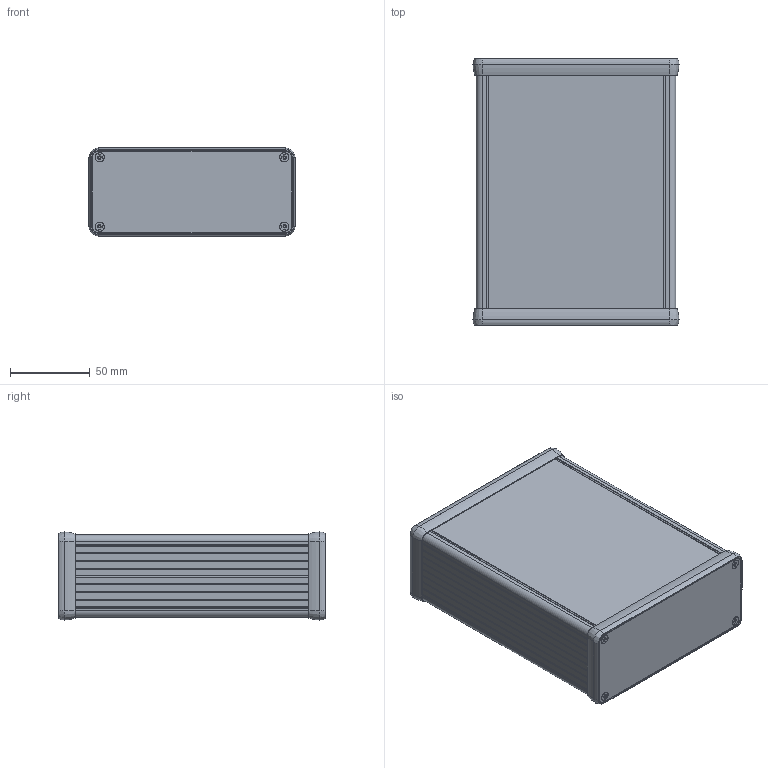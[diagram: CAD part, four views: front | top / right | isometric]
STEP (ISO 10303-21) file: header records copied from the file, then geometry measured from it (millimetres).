
FILE_DESCRIPTION(/* description */ (''),/* implementation_level */ '2;1');
FILE_NAME(/* name */ 'STEP''s\1455Q1601.stp',/* time_stamp */ '2014-04-30T08:58:44-04:00',/* author */ ('tfoster'),/* organization */ (''),/* preprocessor_version */ 'ST-DEVELOPER v15.2',/* originating_system */ 'Autodesk Inventor 2014',/* authorisation */ '');
FILE_SCHEMA (('AUTOMOTIVE_DESIGN { 1 0 10303 214 3 1 1 }'));
Length unit declared in the file: millimetre
Products named in the file (6): Q Extrusion 160mm; Q Extrusion Cap 160mm; Q Bezel Open; Q Front Panel; 1455 screw; 1455Q1601
Bounding box: 129 x 167 x 55.13 mm (x, y, z)
Volume: 167969 mm3; surface area: 183672.7 mm2
Topology: 14 solids, 14 shells, 696 faces, 1888 edges, 1232 vertices
Faces by surface type: plane 310, cylinder 282, cone 64, torus 24, bspline 16
Full cylindrical faces by diameter (mm): 3.5 x24
Entity records: 14744 total; most frequent: DIRECTION 2632, CARTESIAN_POINT 2616, ORIENTED_EDGE 2480, EDGE_CURVE 1240, AXIS2_PLACEMENT_3D 940, VERTEX_POINT 824, LINE 752, VECTOR 752
